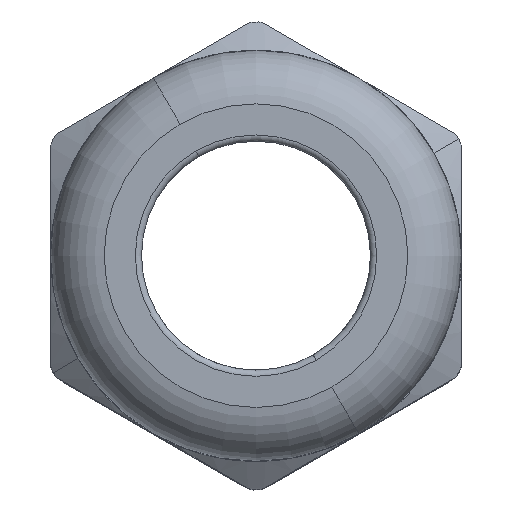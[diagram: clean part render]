
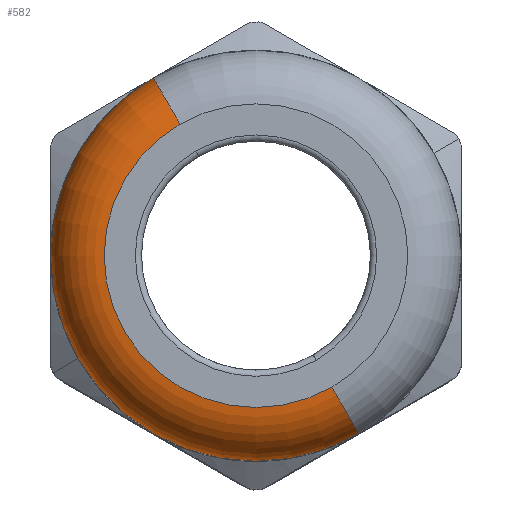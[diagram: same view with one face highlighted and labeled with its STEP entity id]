
A CAD part, top view. The second image highlights one B-rep face of the part: STEP entity #582.
In plain terms, the highlighted toroidal (fillet/blend) face has major radius 11.726 mm and minor radius 4.774 mm.
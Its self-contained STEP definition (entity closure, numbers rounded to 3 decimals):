
#441=AXIS2_PLACEMENT_3D('Circle Axis2P3D',#439,#440,$) ;
#537=AXIS2_PLACEMENT_3D('Circle Axis2P3D',#535,#536,$) ;
#554=AXIS2_PLACEMENT_3D('Torus Axis2P3D',#551,#552,#553) ;
#558=AXIS2_PLACEMENT_3D('Circle Axis2P3D',#556,#557,$) ;
#565=AXIS2_PLACEMENT_3D('Circle Axis2P3D',#563,#564,$) ;
#572=AXIS2_PLACEMENT_3D('Circle Axis2P3D',#570,#571,$) ;
#436=CARTESIAN_POINT('Vertex',(2.211,10.543,42.25)) ;
#439=CARTESIAN_POINT('Axis2P3D Location',(16.5,18.793,42.25)) ;
#443=CARTESIAN_POINT('Vertex',(8.25,33.082,42.25)) ;
#532=CARTESIAN_POINT('Vertex',(24.75,4.503,42.25)) ;
#535=CARTESIAN_POINT('Axis2P3D Location',(16.5,18.793,42.25)) ;
#551=CARTESIAN_POINT('Axis2P3D Location',(16.5,18.793,42.25)) ;
#556=CARTESIAN_POINT('Axis2P3D Location',(10.637,28.948,42.25)) ;
#560=CARTESIAN_POINT('Vertex',(10.4,29.358,47.)) ;
#563=CARTESIAN_POINT('Axis2P3D Location',(22.363,8.637,42.25)) ;
#567=CARTESIAN_POINT('Vertex',(22.6,8.227,47.)) ;
#570=CARTESIAN_POINT('Axis2P3D Location',(16.5,18.793,47.)) ;
#440=DIRECTION('Axis2P3D Direction',(0.,0.,-1.)) ;
#536=DIRECTION('Axis2P3D Direction',(0.,0.,-1.)) ;
#552=DIRECTION('Axis2P3D Direction',(0.,0.,-1.)) ;
#553=DIRECTION('Axis2P3D XDirection',(0.5,-0.866,0.)) ;
#557=DIRECTION('Axis2P3D Direction',(-0.866,-0.5,0.)) ;
#564=DIRECTION('Axis2P3D Direction',(0.866,0.5,0.)) ;
#571=DIRECTION('Axis2P3D Direction',(0.,0.,-1.)) ;
#576=ORIENTED_EDGE('',*,*,#562,.T.) ;
#577=ORIENTED_EDGE('',*,*,#445,.F.) ;
#578=ORIENTED_EDGE('',*,*,#539,.F.) ;
#579=ORIENTED_EDGE('',*,*,#569,.T.) ;
#580=ORIENTED_EDGE('',*,*,#574,.T.) ;
#582=ADVANCED_FACE('VG_M25_OT\\Hauptk\X2\00F6\X0\rper',(#581),#555,.T.) ;
#442=CIRCLE('generated circle',#441,16.5) ;
#538=CIRCLE('generated circle',#537,16.5) ;
#559=CIRCLE('generated circle',#558,4.774) ;
#566=CIRCLE('generated circle',#565,4.774) ;
#573=CIRCLE('generated circle',#572,12.2) ;
#555=TOROIDAL_SURFACE('homeo Torus',#554,11.726,4.774) ;
#445=EDGE_CURVE('',#437,#444,#442,.T.) ;
#539=EDGE_CURVE('',#533,#437,#538,.T.) ;
#562=EDGE_CURVE('',#561,#444,#559,.T.) ;
#569=EDGE_CURVE('',#533,#568,#566,.F.) ;
#574=EDGE_CURVE('',#568,#561,#573,.T.) ;
#575=EDGE_LOOP('',(#576,#577,#578,#579,#580)) ;
#581=FACE_OUTER_BOUND('',#575,.T.) ;
#437=VERTEX_POINT('',#436) ;
#444=VERTEX_POINT('',#443) ;
#533=VERTEX_POINT('',#532) ;
#561=VERTEX_POINT('',#560) ;
#568=VERTEX_POINT('',#567) ;
